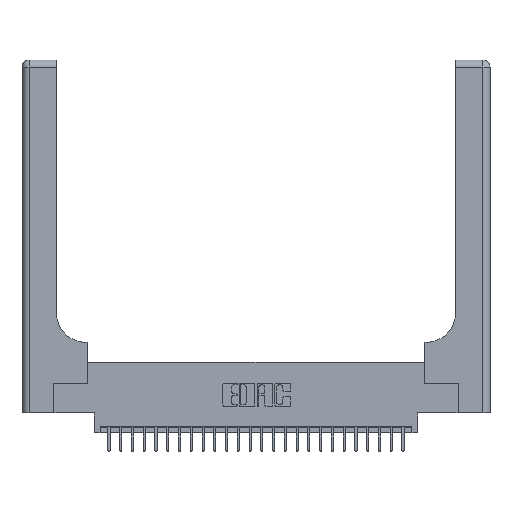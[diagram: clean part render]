
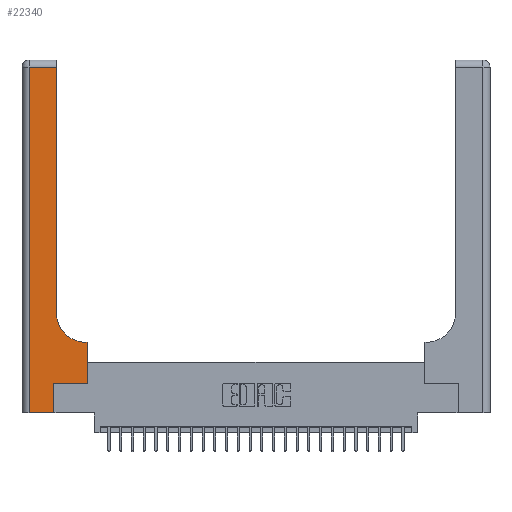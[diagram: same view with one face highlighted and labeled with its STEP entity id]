
A CAD part, top view. The second image highlights one B-rep face of the part: STEP entity #22340.
In plain terms, the highlighted planar face has unit normal (0, 0, 1).
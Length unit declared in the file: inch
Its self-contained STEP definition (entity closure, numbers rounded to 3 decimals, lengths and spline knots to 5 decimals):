
#95 = EDGE_CURVE ( 'NONE', #13191, #10477, #17595, .T. ) ;
#155 = VECTOR ( 'NONE', #422, 39.37008 ) ;
#422 = DIRECTION ( 'NONE',  ( 0., -1., 0. ) ) ;
#442 = DIRECTION ( 'NONE',  ( 0., 1., 0. ) ) ;
#482 = LINE ( 'NONE', #11592, #155 ) ;
#856 = ORIENTED_EDGE ( 'NONE', *, *, #95, .T. ) ;
#955 = PLANE ( 'NONE',  #7038 ) ;
#2028 = VECTOR ( 'NONE', #18803, 39.37008 ) ;
#2039 = DIRECTION ( 'NONE',  ( 0., 1., 0. ) ) ;
#2676 = LINE ( 'NONE', #26334, #8420 ) ;
#3171 = EDGE_CURVE ( 'NONE', #9279, #14670, #21730, .T. ) ;
#3302 = ORIENTED_EDGE ( 'NONE', *, *, #16094, .T. ) ;
#4679 = VERTEX_POINT ( 'NONE', #23125 ) ;
#4763 = EDGE_CURVE ( 'NONE', #24362, #14433, #7428, .T. ) ;
#7038 = AXIS2_PLACEMENT_3D ( 'NONE', #13617, #22408, #17968 ) ;
#7428 = LINE ( 'NONE', #20881, #2028 ) ;
#7448 = CARTESIAN_POINT ( 'NONE',  ( 0., 2.94, 0.37 ) ) ;
#7695 = CARTESIAN_POINT ( 'NONE',  ( 0.269, 0., 0.37 ) ) ;
#7839 = DIRECTION ( 'NONE',  ( -1., 0., 0. ) ) ;
#8005 = LINE ( 'NONE', #21589, #16430 ) ;
#8420 = VECTOR ( 'NONE', #442, 39.37008 ) ;
#9279 = VERTEX_POINT ( 'NONE', #9614 ) ;
#9614 = CARTESIAN_POINT ( 'NONE',  ( 0.5585, 0.6, 0.37 ) ) ;
#9641 = EDGE_CURVE ( 'NONE', #11693, #11961, #2676, .T. ) ;
#9698 = CARTESIAN_POINT ( 'NONE',  ( 0.5585, 0.25, 0.37 ) ) ;
#10477 = VERTEX_POINT ( 'NONE', #9698 ) ;
#10530 = ORIENTED_EDGE ( 'NONE', *, *, #3171, .T. ) ;
#11048 = DIRECTION ( 'NONE',  ( 1., 0., 0. ) ) ;
#11592 = CARTESIAN_POINT ( 'NONE',  ( 0.06, 3., 0.37 ) ) ;
#11597 = VECTOR ( 'NONE', #20298, 39.37008 ) ;
#11693 = VERTEX_POINT ( 'NONE', #23928 ) ;
#11855 = VECTOR ( 'NONE', #12680, 39.37008 ) ;
#11961 = VERTEX_POINT ( 'NONE', #27149 ) ;
#11987 = CARTESIAN_POINT ( 'NONE',  ( 0.2915, 0.6, 0.37 ) ) ;
#12021 = ORIENTED_EDGE ( 'NONE', *, *, #13125, .T. ) ;
#12680 = DIRECTION ( 'NONE',  ( 1., 0., 0. ) ) ;
#13125 = EDGE_CURVE ( 'NONE', #11961, #4679, #23052, .T. ) ;
#13191 = VERTEX_POINT ( 'NONE', #16382 ) ;
#13206 = ORIENTED_EDGE ( 'NONE', *, *, #4763, .T. ) ;
#13567 = ORIENTED_EDGE ( 'NONE', *, *, #21666, .T. ) ;
#13617 = CARTESIAN_POINT ( 'NONE',  ( 0., 3., 0.37 ) ) ;
#13667 = CARTESIAN_POINT ( 'NONE',  ( 0.5585, 0.25, 0.37 ) ) ;
#14433 = VERTEX_POINT ( 'NONE', #7695 ) ;
#14670 = VERTEX_POINT ( 'NONE', #27001 ) ;
#14967 = CIRCLE ( 'NONE', #18831, 0.25 ) ;
#15191 = LINE ( 'NONE', #13667, #27708 ) ;
#16094 = EDGE_CURVE ( 'NONE', #14670, #11693, #14967, .T. ) ;
#16096 = ORIENTED_EDGE ( 'NONE', *, *, #25791, .T. ) ;
#16279 = VECTOR ( 'NONE', #7839, 39.37008 ) ;
#16285 = FACE_OUTER_BOUND ( 'NONE', #18215, .T. ) ;
#16382 = CARTESIAN_POINT ( 'NONE',  ( 0.269, 0.25, 0.37 ) ) ;
#16430 = VECTOR ( 'NONE', #2039, 39.37008 ) ;
#17595 = LINE ( 'NONE', #23620, #11855 ) ;
#17968 = DIRECTION ( 'NONE',  ( -1., 0., 0. ) ) ;
#18215 = EDGE_LOOP ( 'NONE', ( #24046, #12021, #13567, #13206, #16096, #856, #25492, #10530, #3302 ) ) ;
#18803 = DIRECTION ( 'NONE',  ( 1., 0., 0. ) ) ;
#18831 = AXIS2_PLACEMENT_3D ( 'NONE', #21713, #21624, #11048 ) ;
#20298 = DIRECTION ( 'NONE',  ( -1., 0., 0. ) ) ;
#20881 = CARTESIAN_POINT ( 'NONE',  ( 0., 0., 0.37 ) ) ;
#21589 = CARTESIAN_POINT ( 'NONE',  ( 0.269, 0., 0.37 ) ) ;
#21624 = DIRECTION ( 'NONE',  ( 0., 0., -1. ) ) ;
#21666 = EDGE_CURVE ( 'NONE', #4679, #24362, #482, .T. ) ;
#21713 = CARTESIAN_POINT ( 'NONE',  ( 0.5415, 0.85, 0.37 ) ) ;
#21730 = LINE ( 'NONE', #11987, #16279 ) ;
#22075 = CARTESIAN_POINT ( 'NONE',  ( 0.06, 0., 0.37 ) ) ;
#22340 = ADVANCED_FACE ( 'NONE', ( #16285 ), #955, .F. ) ;
#22408 = DIRECTION ( 'NONE',  ( 0., 0., -1. ) ) ;
#23052 = LINE ( 'NONE', #7448, #11597 ) ;
#23125 = CARTESIAN_POINT ( 'NONE',  ( 0.06, 2.94, 0.37 ) ) ;
#23620 = CARTESIAN_POINT ( 'NONE',  ( 0.269, 0.25, 0.37 ) ) ;
#23928 = CARTESIAN_POINT ( 'NONE',  ( 0.2915, 0.85, 0.37 ) ) ;
#24018 = EDGE_CURVE ( 'NONE', #10477, #9279, #15191, .T. ) ;
#24046 = ORIENTED_EDGE ( 'NONE', *, *, #9641, .T. ) ;
#24362 = VERTEX_POINT ( 'NONE', #22075 ) ;
#25492 = ORIENTED_EDGE ( 'NONE', *, *, #24018, .T. ) ;
#25791 = EDGE_CURVE ( 'NONE', #14433, #13191, #8005, .T. ) ;
#26334 = CARTESIAN_POINT ( 'NONE',  ( 0.2915, 3., 0.37 ) ) ;
#26710 = DIRECTION ( 'NONE',  ( 0., 1., 0. ) ) ;
#27001 = CARTESIAN_POINT ( 'NONE',  ( 0.5415, 0.6, 0.37 ) ) ;
#27149 = CARTESIAN_POINT ( 'NONE',  ( 0.2915, 2.94, 0.37 ) ) ;
#27708 = VECTOR ( 'NONE', #26710, 39.37008 ) ;
